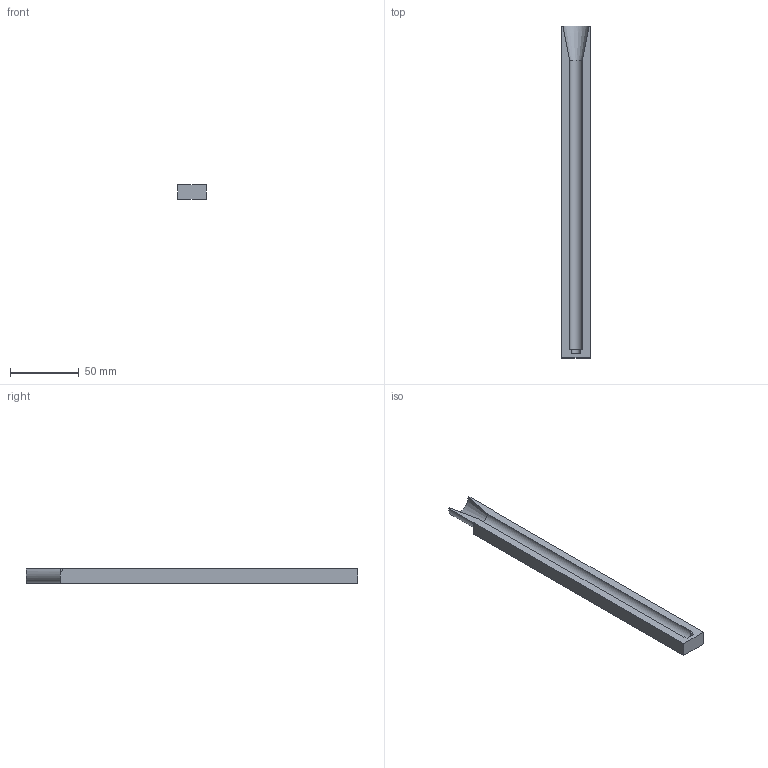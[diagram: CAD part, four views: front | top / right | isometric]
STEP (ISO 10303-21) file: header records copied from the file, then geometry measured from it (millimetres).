
FILE_DESCRIPTION(/* description */ (''),/* implementation_level */ '2;1');
FILE_NAME(/* name */ 'linear_mold_top.stp',/* time_stamp */ '2025-03-11T11:27:33Z',/* author */ ('diogo'),/* organization */ (''),/* preprocessor_version */ 'ST-DEVELOPER v19.2',/* originating_system */ 'Autodesk Inventor 2024',/* authorisation */ '');
FILE_SCHEMA (('AUTOMOTIVE_DESIGN { 1 0 10303 214 3 1 1 }'));
Length unit declared in the file: millimetre
Products named in the file (1): 1
Bounding box: 21 x 241 x 10.5 mm (x, y, z)
Volume: 42085.7 mm3; surface area: 16363.2 mm2
Topology: 1 solids, 1 shells, 16 faces, 43 edges, 29 vertices
Faces by surface type: plane 10, cylinder 3, bspline 2, cone 1
Entity records: 636 total; most frequent: CARTESIAN_POINT 195, ORIENTED_EDGE 86, DIRECTION 77, EDGE_CURVE 43, VERTEX_POINT 29, LINE 27, VECTOR 27, AXIS2_PLACEMENT_3D 25
